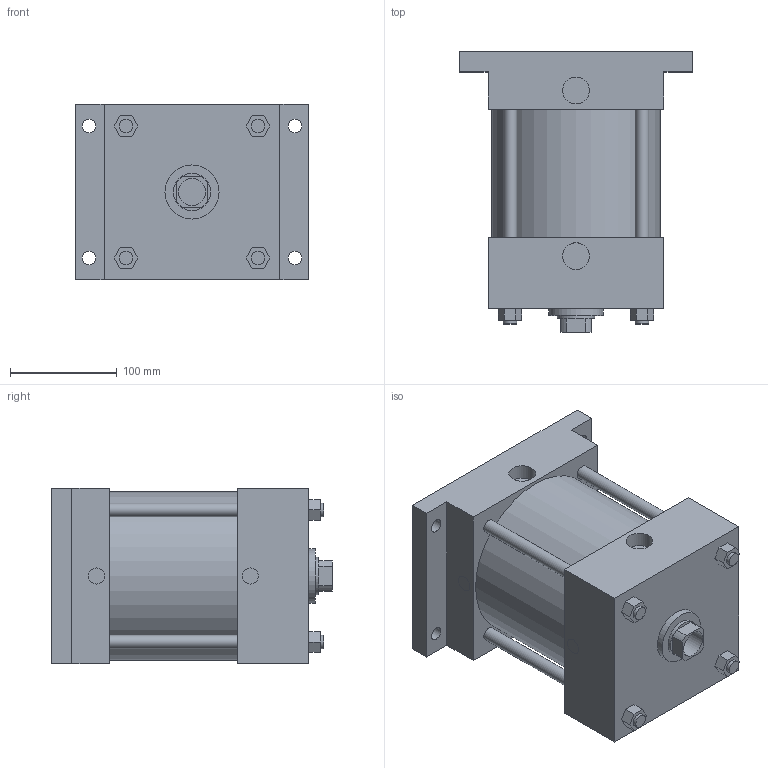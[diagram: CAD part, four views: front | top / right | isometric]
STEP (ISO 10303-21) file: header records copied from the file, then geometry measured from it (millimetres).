
FILE_DESCRIPTION((' Parasolid data model '),'2;1');
FILE_NAME('GSSL','1999-12-15T14:50:56+00:00',(' GSSL '),(' GSSL Pune '),'','GSSL Pune','Author');
FILE_SCHEMA(('CONFIG_CONTROL_DESIGN'));
Length unit declared in the file: millimetre
Bounding box: 219.07 x 263.52 x 165.1 mm (x, y, z)
Surface area: 261060.7 mm2 (no closed solid volume)
Topology: 0 solids, 5 shells, 92 faces, 233 edges, 165 vertices
Faces by surface type: plane 64, cylinder 28
Full cylindrical faces by diameter (mm): 12.7 x12, 15.081 x6, 25.118 x2, 25.4 x1, 34.925 x1, 50.8 x1, 158.75 x1
Entity records: 3039 total; most frequent: CARTESIAN_POINT 527, DIRECTION 476, ORIENTED_EDGE 413, EDGE_CURVE 244, VERTEX_POINT 196, LINE 186, VECTOR 186, EDGE_LOOP 166
